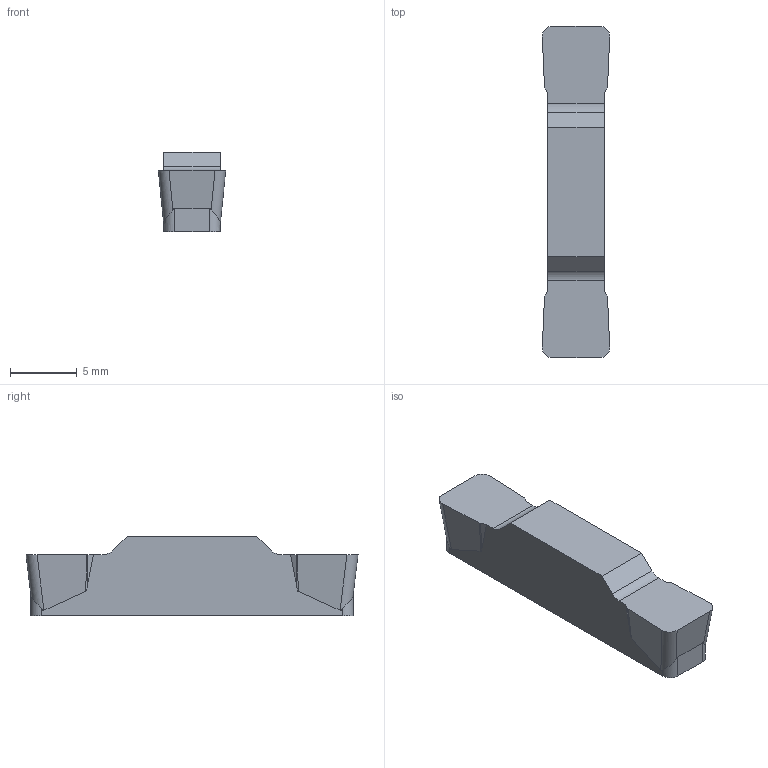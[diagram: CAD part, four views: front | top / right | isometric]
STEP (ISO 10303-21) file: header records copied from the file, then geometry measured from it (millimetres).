
FILE_DESCRIPTION(/* description */ (''),/* implementation_level */ '2;1');
FILE_NAME(/* name */ 'n123j2-0500-0008-tm-3115_cut_20190521_134638_1.stp',/* time_stamp */ '2019-05-21T13:47:36+02:00',/* author */ (''),/* organization */ ('SMS'),/* preprocessor_version */ 'ST-DEVELOPER v15',/* originating_system */ 'SIEMENS PLM Software NX 8.5',/* authorisation */ '');
FILE_SCHEMA (('AUTOMOTIVE_DESIGN { 1 0 10303 214 3 1 1 1 }'));
Length unit declared in the file: millimetre
Products named in the file (1): N123J2-0500-0008-TM-3115_CUT_20190521_134638_1
Bounding box: 5.05 x 24.88 x 5.97 mm (x, y, z)
Volume: 543.1 mm3; surface area: 507.1 mm2
Topology: 1 solids, 1 shells, 34 faces, 97 edges, 67 vertices
Faces by surface type: plane 20, cylinder 10, bspline 4
Entity records: 1300 total; most frequent: CARTESIAN_POINT 388, ORIENTED_EDGE 192, DIRECTION 166, EDGE_CURVE 96, VERTEX_POINT 64, LINE 60, VECTOR 60, AXIS2_PLACEMENT_3D 53
